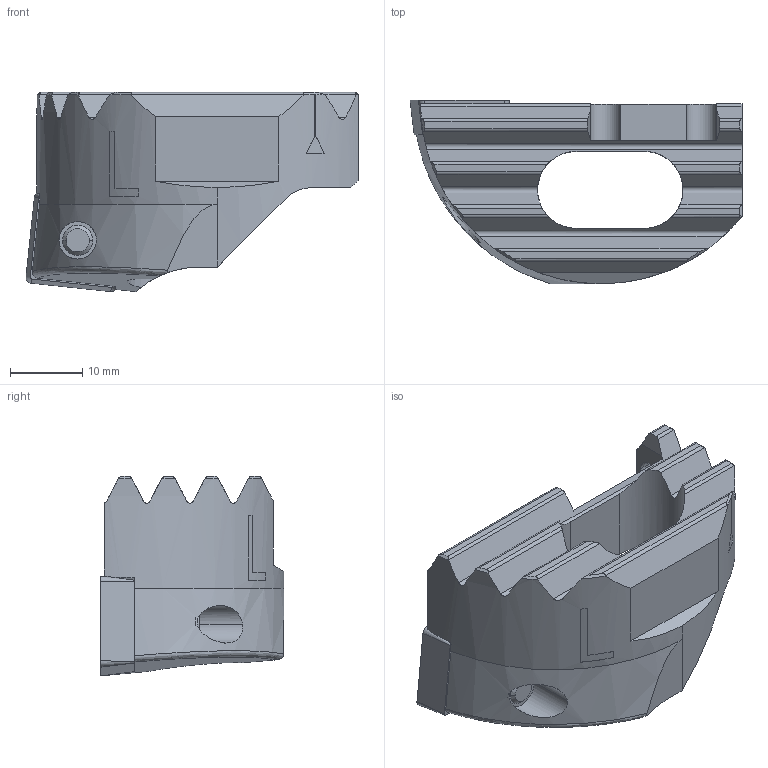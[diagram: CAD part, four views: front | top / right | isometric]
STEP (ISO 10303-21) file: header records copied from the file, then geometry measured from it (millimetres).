
FILE_DESCRIPTION(('no description'),'unknown implementation level');
FILE_NAME('C284824E-CDE9-4459-A557-D5553516B40E_export.stp',' ',('CIMSOURCE GmbH'),('CADClick - KiM GmbH - www.kimweb.de'),'unknown preprocess','ACIS','unknown authorization');
FILE_SCHEMA(('automotive_design'));
Length unit declared in the file: millimetre
Products named in the file (3): 639.152 Kaiser 53-70 SW53 SC09 L|694.150 Kaiser ETL M5 X 13,3 T20 IP 10S;Kreismuster1; 639.152 Kaiser 53-70 SW53 SC09 L|639.152 Kaiser 53-70 SW53 SC12 L;Marke; 639.152 Kaiser 53-70 SW53 SC09 L|654.350 Kaiser SCMT 120408 P20C;Kombinieren1
Bounding box: 46 x 25.46 x 27.6 mm (x, y, z)
Volume: 11680.4 mm3; surface area: 6387.1 mm2
Topology: 3 solids, 3 shells, 180 faces, 485 edges, 313 vertices
Faces by surface type: plane 83, cylinder 65, cone 22, torus 8, bspline 2
Entity records: 12432 total; most frequent: CARTESIAN_POINT 2330, DIRECTION 997, STYLED_ITEM 981, PRESENTATION_STYLE_ASSIGNMENT 981, COLOUR_RGB 981, ORIENTED_EDGE 970, EDGE_CURVE 485, CURVE_STYLE 485
